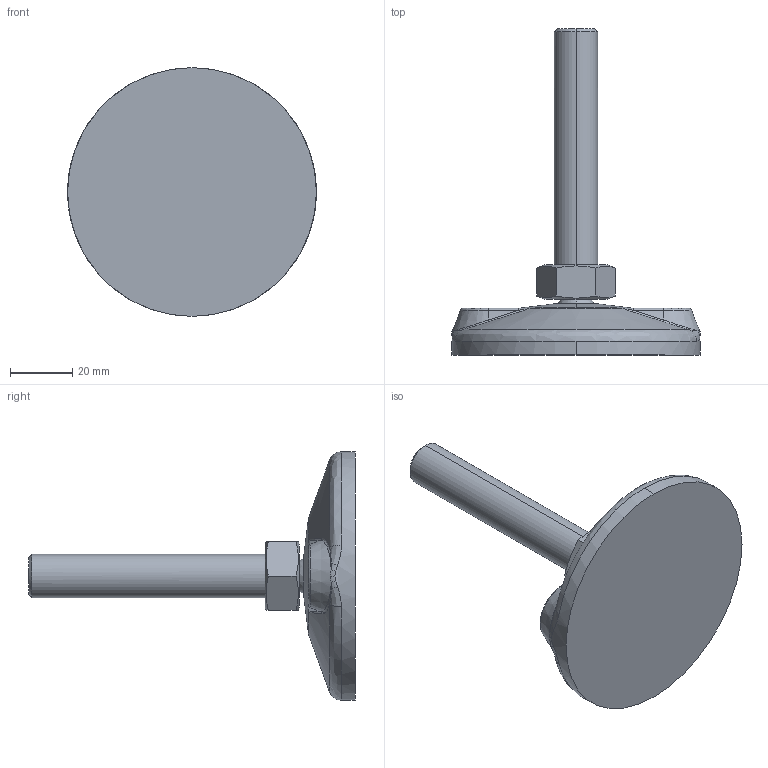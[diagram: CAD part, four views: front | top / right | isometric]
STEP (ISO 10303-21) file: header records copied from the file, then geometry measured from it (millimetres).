
FILE_DESCRIPTION (( 'STEP AP214' ), '1' );
FILE_NAME ('Rexnord-R0323-R0323 -626572.STEP', '2022-05-31T07:21:26', ( '' ), ( '' ), 'SwSTEP 2.0', 'SolidWorks 2021', '' );
FILE_SCHEMA (( 'AUTOMOTIVE_DESIGN' ));
Length unit declared in the file: millimetre
Products named in the file (3): Rexnord-R0323-R0323 -626572_R0323; Rexnord-R0323-R0323 -626572_M14; Rexnord-R0323-R0323 -626572
Assembly tree (2 placements, depth 2):
  Rexnord-R0323-R0323 -626572
    Rexnord-R0323-R0323 -626572_R0323
    Rexnord-R0323-R0323 -626572_M14
Bounding box: 80 x 105 x 80 mm (x, y, z)
Volume: 78385.7 mm3; surface area: 18248.1 mm2
Topology: 2 solids, 2 shells, 119 faces, 284 edges, 169 vertices
Faces by surface type: bspline 60, plane 30, cone 17, cylinder 12
Entity records: 6835 total; most frequent: CARTESIAN_POINT 3452, ORIENTED_EDGE 560, DIRECTION 329, EDGE_CURVE 280, VERTEX_POINT 169, AXIS2_PLACEMENT_3D 141, EDGE_LOOP 125, FACE_OUTER_BOUND 119
